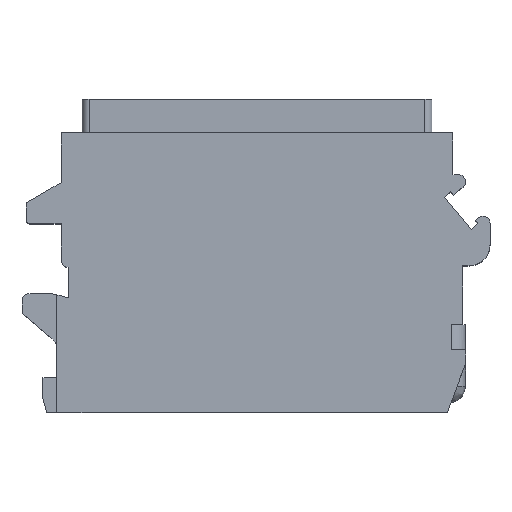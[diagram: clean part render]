
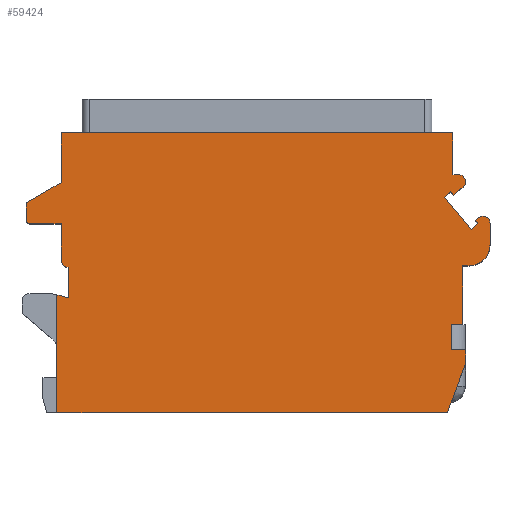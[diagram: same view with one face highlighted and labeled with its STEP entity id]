
A CAD part, top view. The second image highlights one B-rep face of the part: STEP entity #59424.
In plain terms, the highlighted planar face has unit normal (0, 0, 1).
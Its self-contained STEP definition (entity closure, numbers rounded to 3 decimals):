
#3875=CARTESIAN_POINT('',(15.15,12.,14.));
#3876=DIRECTION('',(0.,0.,1.));
#3877=DIRECTION('',(0.,-1.,0.));
#3878=AXIS2_PLACEMENT_3D('',#3875,#3876,#3877);
#3880=DIRECTION('',(-1.,0.,0.));
#3881=VECTOR('',#3880,0.45);
#3882=CARTESIAN_POINT('',(15.15,10.5,14.));
#3883=LINE('',#3882,#3881);
#3884=DIRECTION('',(0.,-1.,0.));
#3885=VECTOR('',#3884,4.2);
#3886=CARTESIAN_POINT('',(14.7,10.5,14.));
#3887=LINE('',#3886,#3885);
#3888=DIRECTION('',(-1.,0.,0.));
#3889=VECTOR('',#3888,0.8);
#3890=CARTESIAN_POINT('',(14.7,6.3,14.));
#3891=LINE('',#3890,#3889);
#3892=DIRECTION('',(0.,-1.,0.));
#3893=VECTOR('',#3892,1.8);
#3894=CARTESIAN_POINT('',(13.9,6.3,14.));
#3895=LINE('',#3894,#3893);
#3896=DIRECTION('',(1.,0.,0.));
#3897=VECTOR('',#3896,1.);
#3898=CARTESIAN_POINT('',(13.9,4.5,14.));
#3899=LINE('',#3898,#3897);
#3900=DIRECTION('',(0.,-1.,0.));
#3901=VECTOR('',#3900,1.);
#3902=CARTESIAN_POINT('',(14.9,4.5,14.));
#3903=LINE('',#3902,#3901);
#3904=DIRECTION('',(-0.348,-0.937,0.));
#3905=VECTOR('',#3904,3.734);
#3906=CARTESIAN_POINT('',(14.9,3.5,14.));
#3907=LINE('',#3906,#3905);
#3908=DIRECTION('',(1.,0.,0.));
#3909=VECTOR('',#3908,27.9);
#3910=CARTESIAN_POINT('',(-14.3,0.,14.));
#3911=LINE('',#3910,#3909);
#3912=DIRECTION('',(0.966,-0.259,0.));
#3913=VECTOR('',#3912,0.828);
#3914=CARTESIAN_POINT('',(-14.3,8.419,14.));
#3915=LINE('',#3914,#3913);
#3916=DIRECTION('',(0.,1.,0.));
#3917=VECTOR('',#3916,2.196);
#3918=CARTESIAN_POINT('',(-13.5,8.204,14.));
#3919=LINE('',#3918,#3917);
#3920=DIRECTION('',(0.,1.,0.));
#3921=VECTOR('',#3920,2.6);
#3922=CARTESIAN_POINT('',(-14.,10.9,14.));
#3923=LINE('',#3922,#3921);
#3924=DIRECTION('',(-1.,0.,0.));
#3925=VECTOR('',#3924,2.2);
#3926=CARTESIAN_POINT('',(-14.,13.5,14.));
#3927=LINE('',#3926,#3925);
#3928=DIRECTION('',(0.,1.,0.));
#3929=VECTOR('',#3928,1.2);
#3930=CARTESIAN_POINT('',(-16.5,13.8,14.));
#3931=LINE('',#3930,#3929);
#3932=DIRECTION('',(0.866,0.5,0.));
#3933=VECTOR('',#3932,2.887);
#3934=CARTESIAN_POINT('',(-16.5,15.,14.));
#3935=LINE('',#3934,#3933);
#3936=DIRECTION('',(0.,-1.,0.));
#3937=VECTOR('',#3936,3.557);
#3938=CARTESIAN_POINT('',(-14.,20.,14.));
#3939=LINE('',#3938,#3937);
#3940=DIRECTION('',(-1.,0.,0.));
#3941=VECTOR('',#3940,28.);
#3942=CARTESIAN_POINT('',(14.,20.,14.));
#3943=LINE('',#3942,#3941);
#3944=DIRECTION('',(0.,-1.,0.));
#3945=VECTOR('',#3944,3.);
#3946=CARTESIAN_POINT('',(14.,20.,14.));
#3947=LINE('',#3946,#3945);
#3948=DIRECTION('',(1.,0.,0.));
#3949=VECTOR('',#3948,0.4);
#3950=CARTESIAN_POINT('',(14.,17.,14.));
#3951=LINE('',#3950,#3949);
#3952=CARTESIAN_POINT('',(14.4,16.5,14.));
#3953=DIRECTION('',(0.,0.,1.));
#3954=DIRECTION('',(0.643,-0.766,0.));
#3955=AXIS2_PLACEMENT_3D('',#3952,#3953,#3954);
#3957=DIRECTION('',(-0.766,-0.643,0.));
#3958=VECTOR('',#3957,0.873);
#3959=CARTESIAN_POINT('',(14.721,16.117,14.));
#3960=LINE('',#3959,#3958);
#3961=DIRECTION('',(-0.643,0.766,0.));
#3962=VECTOR('',#3961,0.3);
#3963=CARTESIAN_POINT('',(14.052,15.556,14.));
#3964=LINE('',#3963,#3962);
#3965=DIRECTION('',(-0.766,-0.643,0.));
#3966=VECTOR('',#3965,0.6);
#3967=CARTESIAN_POINT('',(13.86,15.786,14.));
#3968=LINE('',#3967,#3966);
#3969=DIRECTION('',(0.643,-0.766,0.));
#3970=VECTOR('',#3969,3.);
#3971=CARTESIAN_POINT('',(13.4,15.4,14.));
#3972=LINE('',#3971,#3970);
#3973=DIRECTION('',(0.766,0.643,0.));
#3974=VECTOR('',#3973,0.6);
#3975=CARTESIAN_POINT('',(15.328,13.102,14.));
#3976=LINE('',#3975,#3974);
#3977=DIRECTION('',(-0.643,0.766,0.));
#3978=VECTOR('',#3977,0.3);
#3979=CARTESIAN_POINT('',(15.788,13.488,14.));
#3980=LINE('',#3979,#3978);
#3981=DIRECTION('',(0.766,0.643,0.));
#3982=VECTOR('',#3981,0.305);
#3983=CARTESIAN_POINT('',(15.595,13.717,14.));
#3984=LINE('',#3983,#3982);
#3985=DIRECTION('',(0.,1.,0.));
#3986=VECTOR('',#3985,1.53);
#3987=CARTESIAN_POINT('',(16.65,12.,14.));
#3988=LINE('',#3987,#3986);
#4260=DIRECTION('',(0.,-1.,0.));
#4261=VECTOR('',#4260,8.419);
#4262=CARTESIAN_POINT('',(-14.3,8.419,14.));
#4263=LINE('',#4262,#4261);
#4358=CARTESIAN_POINT('',(-13.5,10.9,14.));
#4359=DIRECTION('',(0.,0.,1.));
#4360=DIRECTION('',(-1.,0.,0.));
#4361=AXIS2_PLACEMENT_3D('',#4358,#4359,#4360);
#4380=CARTESIAN_POINT('',(-16.2,13.8,14.));
#4381=DIRECTION('',(0.,0.,1.));
#4382=DIRECTION('',(-1.,0.,0.));
#4383=AXIS2_PLACEMENT_3D('',#4380,#4381,#4382);
#4514=CARTESIAN_POINT('',(16.15,13.53,14.));
#4515=DIRECTION('',(0.,0.,1.));
#4516=DIRECTION('',(1.,0.,0.));
#4517=AXIS2_PLACEMENT_3D('',#4514,#4515,#4516);
#46548=CARTESIAN_POINT('',(-16.5,15.,14.));
#46549=CARTESIAN_POINT('',(-14.,16.443,14.));
#46550=VERTEX_POINT('',#46548);
#46551=VERTEX_POINT('',#46549);
#46552=CARTESIAN_POINT('',(-14.,20.,14.));
#46553=VERTEX_POINT('',#46552);
#46554=CARTESIAN_POINT('',(-13.5,8.204,14.));
#46556=VERTEX_POINT('',#46554);
#46558=CARTESIAN_POINT('',(-14.,13.5,14.));
#46560=VERTEX_POINT('',#46558);
#46563=CARTESIAN_POINT('',(-16.5,13.8,14.));
#46565=VERTEX_POINT('',#46563);
#46566=CARTESIAN_POINT('',(-16.2,13.5,14.));
#46567=VERTEX_POINT('',#46566);
#46571=CARTESIAN_POINT('',(-14.,10.9,14.));
#46573=VERTEX_POINT('',#46571);
#46574=CARTESIAN_POINT('',(-13.5,10.4,14.));
#46575=VERTEX_POINT('',#46574);
#46583=CARTESIAN_POINT('',(-14.3,0.,14.));
#46585=VERTEX_POINT('',#46583);
#46611=CARTESIAN_POINT('',(-14.3,8.419,14.));
#46613=VERTEX_POINT('',#46611);
#46658=CARTESIAN_POINT('',(14.,17.,14.));
#46659=CARTESIAN_POINT('',(14.4,17.,14.));
#46660=VERTEX_POINT('',#46658);
#46661=VERTEX_POINT('',#46659);
#46662=CARTESIAN_POINT('',(14.721,16.117,14.));
#46663=VERTEX_POINT('',#46662);
#46664=CARTESIAN_POINT('',(14.052,15.556,14.));
#46665=VERTEX_POINT('',#46664);
#46666=CARTESIAN_POINT('',(13.86,15.786,14.));
#46667=VERTEX_POINT('',#46666);
#46668=CARTESIAN_POINT('',(13.4,15.4,14.));
#46669=VERTEX_POINT('',#46668);
#46670=CARTESIAN_POINT('',(15.328,13.102,14.));
#46671=VERTEX_POINT('',#46670);
#46672=CARTESIAN_POINT('',(15.788,13.488,14.));
#46673=VERTEX_POINT('',#46672);
#46674=CARTESIAN_POINT('',(15.595,13.717,14.));
#46675=VERTEX_POINT('',#46674);
#46676=CARTESIAN_POINT('',(14.,20.,14.));
#46677=VERTEX_POINT('',#46676);
#46678=CARTESIAN_POINT('',(14.9,3.5,14.));
#46679=CARTESIAN_POINT('',(13.6,0.,14.));
#46680=VERTEX_POINT('',#46678);
#46681=VERTEX_POINT('',#46679);
#46682=CARTESIAN_POINT('',(14.7,10.5,14.));
#46684=VERTEX_POINT('',#46682);
#46687=CARTESIAN_POINT('',(16.65,13.53,14.));
#46689=VERTEX_POINT('',#46687);
#46690=CARTESIAN_POINT('',(15.829,13.913,14.));
#46691=VERTEX_POINT('',#46690);
#46705=CARTESIAN_POINT('',(14.7,6.3,14.));
#46706=CARTESIAN_POINT('',(13.9,6.3,14.));
#46707=VERTEX_POINT('',#46705);
#46708=VERTEX_POINT('',#46706);
#46709=CARTESIAN_POINT('',(13.9,4.5,14.));
#46710=VERTEX_POINT('',#46709);
#46711=CARTESIAN_POINT('',(14.9,4.5,14.));
#46712=VERTEX_POINT('',#46711);
#46727=CARTESIAN_POINT('',(16.65,12.,14.));
#46729=VERTEX_POINT('',#46727);
#46733=CARTESIAN_POINT('',(15.15,10.5,14.));
#46734=VERTEX_POINT('',#46733);
#59357=CARTESIAN_POINT('',(0.,0.,14.));
#59358=DIRECTION('',(0.,0.,1.));
#59359=DIRECTION('',(1.,0.,0.));
#59360=AXIS2_PLACEMENT_3D('',#59357,#59358,#59359);
#59361=PLANE('',#59360);
#59362=ORIENTED_EDGE('',*,*,#59338,.F.);
#59364=ORIENTED_EDGE('',*,*,#59363,.T.);
#59366=ORIENTED_EDGE('',*,*,#59365,.T.);
#59368=ORIENTED_EDGE('',*,*,#59367,.T.);
#59370=ORIENTED_EDGE('',*,*,#59369,.T.);
#59372=ORIENTED_EDGE('',*,*,#59371,.T.);
#59374=ORIENTED_EDGE('',*,*,#59373,.T.);
#59376=ORIENTED_EDGE('',*,*,#59375,.T.);
#59378=ORIENTED_EDGE('',*,*,#59377,.F.);
#59380=ORIENTED_EDGE('',*,*,#59379,.F.);
#59382=ORIENTED_EDGE('',*,*,#59381,.T.);
#59384=ORIENTED_EDGE('',*,*,#59383,.T.);
#59386=ORIENTED_EDGE('',*,*,#59385,.F.);
#59388=ORIENTED_EDGE('',*,*,#59387,.T.);
#59390=ORIENTED_EDGE('',*,*,#59389,.T.);
#59392=ORIENTED_EDGE('',*,*,#59391,.F.);
#59394=ORIENTED_EDGE('',*,*,#59393,.T.);
#59396=ORIENTED_EDGE('',*,*,#59395,.T.);
#59398=ORIENTED_EDGE('',*,*,#59397,.F.);
#59399=ORIENTED_EDGE('',*,*,#59217,.F.);
#59400=ORIENTED_EDGE('',*,*,#59252,.T.);
#59402=ORIENTED_EDGE('',*,*,#59401,.T.);
#59404=ORIENTED_EDGE('',*,*,#59403,.F.);
#59406=ORIENTED_EDGE('',*,*,#59405,.T.);
#59408=ORIENTED_EDGE('',*,*,#59407,.T.);
#59410=ORIENTED_EDGE('',*,*,#59409,.T.);
#59412=ORIENTED_EDGE('',*,*,#59411,.T.);
#59414=ORIENTED_EDGE('',*,*,#59413,.T.);
#59416=ORIENTED_EDGE('',*,*,#59415,.T.);
#59418=ORIENTED_EDGE('',*,*,#59417,.T.);
#59420=ORIENTED_EDGE('',*,*,#59419,.F.);
#59421=ORIENTED_EDGE('',*,*,#59349,.F.);
#59422=EDGE_LOOP('',(#59362,#59364,#59366,#59368,#59370,#59372,#59374,#59376,
#59378,#59380,#59382,#59384,#59386,#59388,#59390,#59392,#59394,#59396,#59398,
#59399,#59400,#59402,#59404,#59406,#59408,#59410,#59412,#59414,#59416,#59418,
#59420,#59421));
#59423=FACE_OUTER_BOUND('',#59422,.F.);
#59424=ADVANCED_FACE('',(#59423),#59361,.T.);
#3879=CIRCLE('',#3878,1.5);
#3956=CIRCLE('',#3955,0.5);
#4362=CIRCLE('',#4361,0.5);
#4384=CIRCLE('',#4383,0.3);
#4518=CIRCLE('',#4517,0.5);
#59217=EDGE_CURVE('',#46677,#46553,#3943,.T.);
#59252=EDGE_CURVE('',#46677,#46660,#3947,.T.);
#59338=EDGE_CURVE('',#46734,#46729,#3879,.T.);
#59349=EDGE_CURVE('',#46729,#46689,#3988,.T.);
#59363=EDGE_CURVE('',#46734,#46684,#3883,.T.);
#59365=EDGE_CURVE('',#46684,#46707,#3887,.T.);
#59367=EDGE_CURVE('',#46707,#46708,#3891,.T.);
#59369=EDGE_CURVE('',#46708,#46710,#3895,.T.);
#59371=EDGE_CURVE('',#46710,#46712,#3899,.T.);
#59373=EDGE_CURVE('',#46712,#46680,#3903,.T.);
#59375=EDGE_CURVE('',#46680,#46681,#3907,.T.);
#59377=EDGE_CURVE('',#46585,#46681,#3911,.T.);
#59379=EDGE_CURVE('',#46613,#46585,#4263,.T.);
#59381=EDGE_CURVE('',#46613,#46556,#3915,.T.);
#59383=EDGE_CURVE('',#46556,#46575,#3919,.T.);
#59385=EDGE_CURVE('',#46573,#46575,#4362,.T.);
#59387=EDGE_CURVE('',#46573,#46560,#3923,.T.);
#59389=EDGE_CURVE('',#46560,#46567,#3927,.T.);
#59391=EDGE_CURVE('',#46565,#46567,#4384,.T.);
#59393=EDGE_CURVE('',#46565,#46550,#3931,.T.);
#59395=EDGE_CURVE('',#46550,#46551,#3935,.T.);
#59397=EDGE_CURVE('',#46553,#46551,#3939,.T.);
#59401=EDGE_CURVE('',#46660,#46661,#3951,.T.);
#59403=EDGE_CURVE('',#46663,#46661,#3956,.T.);
#59405=EDGE_CURVE('',#46663,#46665,#3960,.T.);
#59407=EDGE_CURVE('',#46665,#46667,#3964,.T.);
#59409=EDGE_CURVE('',#46667,#46669,#3968,.T.);
#59411=EDGE_CURVE('',#46669,#46671,#3972,.T.);
#59413=EDGE_CURVE('',#46671,#46673,#3976,.T.);
#59415=EDGE_CURVE('',#46673,#46675,#3980,.T.);
#59417=EDGE_CURVE('',#46675,#46691,#3984,.T.);
#59419=EDGE_CURVE('',#46689,#46691,#4518,.T.);
